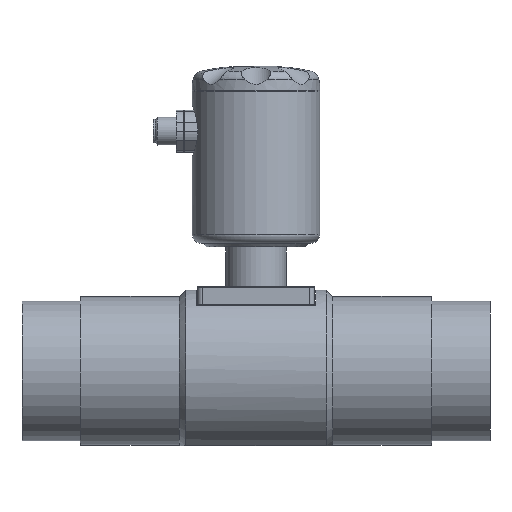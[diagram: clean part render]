
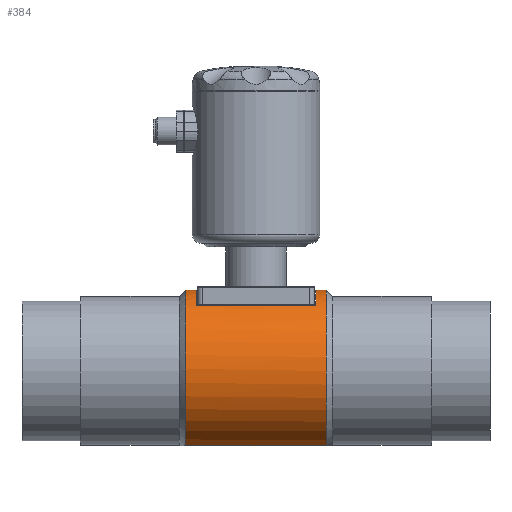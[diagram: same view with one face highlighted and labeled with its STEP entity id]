
A CAD part, left-side view. The second image highlights one B-rep face of the part: STEP entity #384.
In plain terms, the highlighted cylindrical face has radius 34.5 mm (diameter 69 mm), a partial arc.
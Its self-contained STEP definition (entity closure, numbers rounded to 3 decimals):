
#384 = ADVANCED_FACE( 'NONE', ( #995, #996 ), #997, .T. );
#995 = FACE_OUTER_BOUND( '', #1896, .T. );
#996 = FACE_BOUND( '', #1897, .T. );
#997 = CYLINDRICAL_SURFACE( '', #1898, 34.5 );
#1896 = EDGE_LOOP( '', ( #3015, #3016, #3017, #3018 ) );
#1897 = EDGE_LOOP( '', ( #3019, #3020, #3021, #3022 ) );
#1898 = AXIS2_PLACEMENT_3D( '', #3023, #3024, #3025 );
#3015 = ORIENTED_EDGE( '', *, *, #4926, .T. );
#3016 = ORIENTED_EDGE( '', *, *, #4927, .T. );
#3017 = ORIENTED_EDGE( '', *, *, #4928, .T. );
#3018 = ORIENTED_EDGE( '', *, *, #4929, .T. );
#3019 = ORIENTED_EDGE( '', *, *, #4752, .T. );
#3020 = ORIENTED_EDGE( '', *, *, #4930, .T. );
#3021 = ORIENTED_EDGE( '', *, *, #4754, .T. );
#3022 = ORIENTED_EDGE( '', *, *, #4931, .T. );
#3023 = CARTESIAN_POINT( '', ( 0., -100., 0. ) );
#3024 = DIRECTION( '', ( 0., -1., 0. ) );
#3025 = DIRECTION( '', ( -1., 0., 0. ) );
#4752 = EDGE_CURVE( 'NONE', #5566, #5564, #5567, .T. );
#4754 = EDGE_CURVE( 'NONE', #5563, #5568, #5570, .T. );
#4926 = EDGE_CURVE( 'NONE', #5855, #5856, #5857, .T. );
#4927 = EDGE_CURVE( 'NONE', #5856, #5858, #5859, .T. );
#4928 = EDGE_CURVE( 'NONE', #5858, #5860, #5861, .T. );
#4929 = EDGE_CURVE( 'NONE', #5860, #5855, #5862, .T. );
#4930 = EDGE_CURVE( 'NONE', #5564, #5563, #5863, .T. );
#4931 = EDGE_CURVE( 'NONE', #5568, #5566, #5864, .T. );
#5563 = VERTEX_POINT( 'NONE', #6785 );
#5564 = VERTEX_POINT( 'NONE', #6786 );
#5566 = VERTEX_POINT( 'NONE', #6789 );
#5567 = LINE( '', #6790, #6791 );
#5568 = VERTEX_POINT( 'NONE', #6792 );
#5570 = LINE( '', #6795, #6796 );
#5855 = VERTEX_POINT( 'NONE', #7243 );
#5856 = VERTEX_POINT( 'NONE', #7244 );
#5857 = CIRCLE( '', #7245, 34.5 );
#5858 = VERTEX_POINT( 'NONE', #7246 );
#5859 = LINE( '', #7247, #7248 );
#5860 = VERTEX_POINT( 'NONE', #7249 );
#5861 = CIRCLE( '', #7250, 34.5 );
#5862 = LINE( '', #7251, #7252 );
#5863 = CIRCLE( '', #7253, 34.5 );
#5864 = CIRCLE( '', #7254, 34.5 );
#6785 = CARTESIAN_POINT( '', ( -20.156, -25.5, 28. ) );
#6786 = CARTESIAN_POINT( '', ( 20.156, -25.5, 28. ) );
#6789 = CARTESIAN_POINT( '', ( 20.156, 25.5, 28. ) );
#6790 = CARTESIAN_POINT( '', ( 20.156, -100., 28. ) );
#6791 = VECTOR( '', #8863, 1000. );
#6792 = CARTESIAN_POINT( '', ( -20.156, 25.5, 28. ) );
#6795 = CARTESIAN_POINT( '', ( -20.156, -100., 28. ) );
#6796 = VECTOR( '', #8865, 1000. );
#7243 = CARTESIAN_POINT( '', ( -12.894, -30., -32. ) );
#7244 = CARTESIAN_POINT( '', ( 12.894, -30., -32. ) );
#7245 = AXIS2_PLACEMENT_3D( '', #9110, #9111, #9112 );
#7246 = CARTESIAN_POINT( '', ( 12.894, 30., -32. ) );
#7247 = CARTESIAN_POINT( '', ( 12.894, -100., -32. ) );
#7248 = VECTOR( '', #9113, 1000. );
#7249 = CARTESIAN_POINT( '', ( -12.894, 30., -32. ) );
#7250 = AXIS2_PLACEMENT_3D( '', #9114, #9115, #9116 );
#7251 = CARTESIAN_POINT( '', ( -12.894, -100., -32. ) );
#7252 = VECTOR( '', #9117, 1000. );
#7253 = AXIS2_PLACEMENT_3D( '', #9118, #9119, #9120 );
#7254 = AXIS2_PLACEMENT_3D( '', #9121, #9122, #9123 );
#8863 = DIRECTION( '', ( 0., -1., 0. ) );
#8865 = DIRECTION( '', ( 0., 1., 0. ) );
#9110 = CARTESIAN_POINT( '', ( 0., -30., 0. ) );
#9111 = DIRECTION( '', ( 0., 1., 0. ) );
#9112 = DIRECTION( '', ( -1., 0., 0. ) );
#9113 = DIRECTION( '', ( 0., 1., 0. ) );
#9114 = CARTESIAN_POINT( '', ( 0., 30., 0. ) );
#9115 = DIRECTION( '', ( 0., -1., 0. ) );
#9116 = DIRECTION( '', ( 1., 0., 0. ) );
#9117 = DIRECTION( '', ( 0., -1., 0. ) );
#9118 = CARTESIAN_POINT( '', ( 0., -25.5, 0. ) );
#9119 = DIRECTION( '', ( 0., -1., 0. ) );
#9120 = DIRECTION( '', ( 1., 0., 0. ) );
#9121 = CARTESIAN_POINT( '', ( 0., 25.5, 0. ) );
#9122 = DIRECTION( '', ( 0., 1., 0. ) );
#9123 = DIRECTION( '', ( -1., 0., 0. ) );
